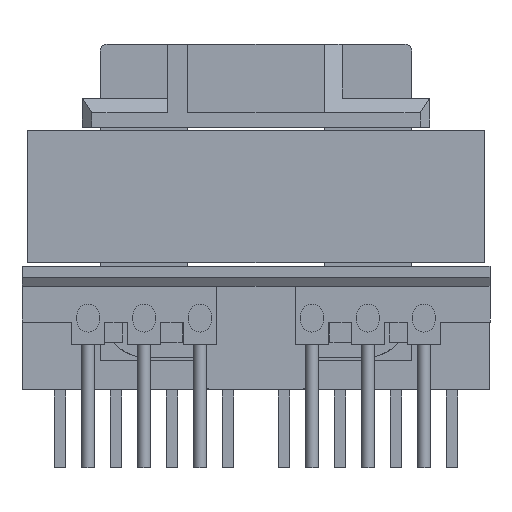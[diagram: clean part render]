
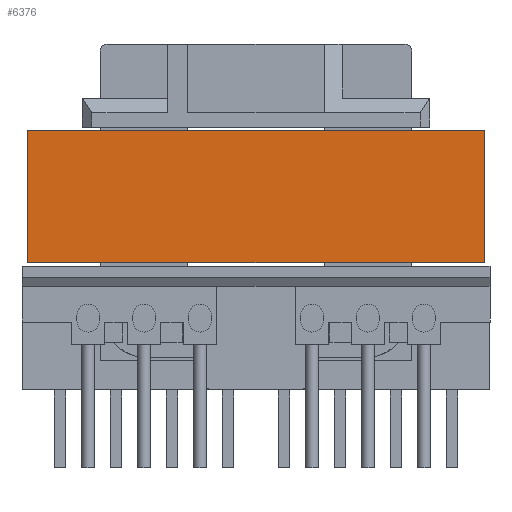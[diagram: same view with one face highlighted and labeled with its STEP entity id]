
A CAD part, left-side view. The second image highlights one B-rep face of the part: STEP entity #6376.
In plain terms, the highlighted face is planar.
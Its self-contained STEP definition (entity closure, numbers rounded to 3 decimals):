
#204=ORIENTED_EDGE('',*,*,#2064,.F.);
#205=ORIENTED_EDGE('',*,*,#2065,.F.);
#206=ORIENTED_EDGE('',*,*,#2066,.T.);
#207=ORIENTED_EDGE('',*,*,#2039,.T.);
#2039=EDGE_CURVE('',#2975,#2973,#3587,.T.);
#2064=EDGE_CURVE('',#2993,#2973,#3612,.T.);
#2065=EDGE_CURVE('',#2994,#2993,#3613,.T.);
#2066=EDGE_CURVE('',#2994,#2975,#3614,.T.);
#2973=VERTEX_POINT('',#11352);
#2975=VERTEX_POINT('',#11355);
#2993=VERTEX_POINT('',#11402);
#2994=VERTEX_POINT('',#11406);
#3587=LINE('',#11354,#4428);
#3612=LINE('',#11403,#4453);
#3613=LINE('',#11405,#4454);
#3614=LINE('',#11407,#4455);
#4428=VECTOR('',#9600,1000.);
#4453=VECTOR('',#9635,1000.);
#4454=VECTOR('',#9638,1000.);
#4455=VECTOR('',#9639,1000.);
#5272=EDGE_LOOP('',(#204,#205,#206,#207));
#5668=FACE_BOUND('',#5272,.T.);
#6063=PLANE('',#9142);
#6376=ADVANCED_FACE('',(#5668),#6063,.T.);
#9142=AXIS2_PLACEMENT_3D('',#11404,#9636,#9637);
#9600=DIRECTION('',(0.,0.,-1.));
#9635=DIRECTION('',(1.,0.,0.));
#9636=DIRECTION('',(0.,1.,0.));
#9637=DIRECTION('',(-1.,0.,0.));
#9638=DIRECTION('',(0.,0.,-1.));
#9639=DIRECTION('',(1.,0.,0.));
#11352=CARTESIAN_POINT('',(10.2,10.1,-2.95));
#11354=CARTESIAN_POINT('',(10.2,10.1,2.95));
#11355=CARTESIAN_POINT('',(10.2,10.1,2.95));
#11402=CARTESIAN_POINT('',(-10.2,10.1,-2.95));
#11403=CARTESIAN_POINT('',(-10.2,10.1,-2.95));
#11404=CARTESIAN_POINT('',(-10.2,10.1,2.95));
#11405=CARTESIAN_POINT('',(-10.2,10.1,2.95));
#11406=CARTESIAN_POINT('',(-10.2,10.1,2.95));
#11407=CARTESIAN_POINT('',(-10.2,10.1,2.95));
